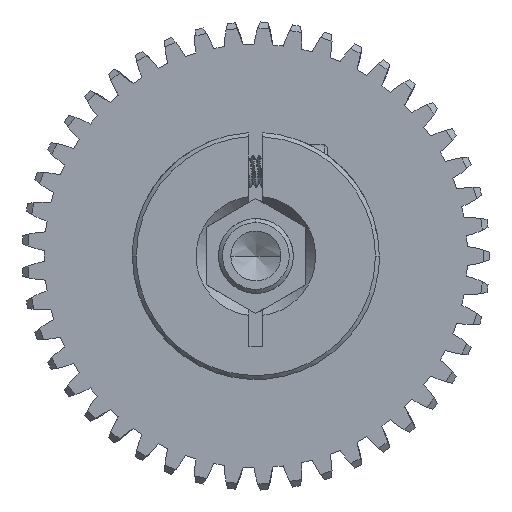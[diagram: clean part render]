
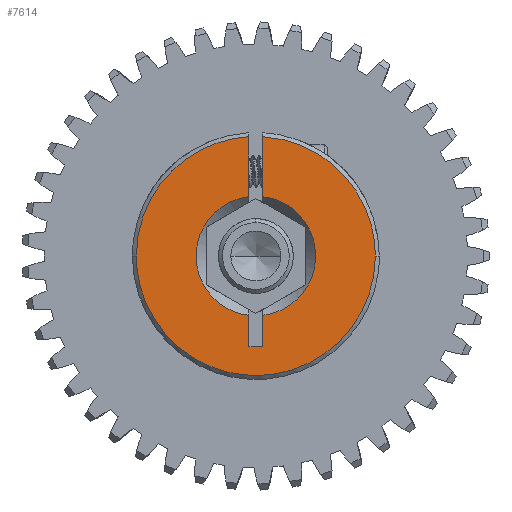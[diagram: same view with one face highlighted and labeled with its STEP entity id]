
A CAD part, left-side view. The second image highlights one B-rep face of the part: STEP entity #7614.
In plain terms, the highlighted free-form (B-spline) face has degree [1, 1] with [2, 2] control points.
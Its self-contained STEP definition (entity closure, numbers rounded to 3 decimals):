
#7111 = EDGE_CURVE('',#7112,#7114,#7116,.T.);
#7112 = VERTEX_POINT('',#7113);
#7113 = CARTESIAN_POINT('',(158.493,-1.022,
    17.483));
#7114 = VERTEX_POINT('',#7115);
#7115 = CARTESIAN_POINT('',(158.493,-17.513,
    0.));
#7116 = ( BOUNDED_CURVE() B_SPLINE_CURVE(2,(#7117,#7118,#7119),
.UNSPECIFIED.,.F.,.F.) B_SPLINE_CURVE_WITH_KNOTS((3,3),(1.629,
3.142),.PIECEWISE_BEZIER_KNOTS.) CURVE() 
GEOMETRIC_REPRESENTATION_ITEM() RATIONAL_B_SPLINE_CURVE((1.,
0.727,1.)) REPRESENTATION_ITEM('') );
#7117 = CARTESIAN_POINT('',(158.493,-1.022,
    17.483));
#7118 = CARTESIAN_POINT('',(158.493,-17.513,
    16.52));
#7119 = CARTESIAN_POINT('',(158.493,-17.513,
    0.));
#7154 = EDGE_CURVE('',#7114,#7155,#7157,.T.);
#7155 = VERTEX_POINT('',#7156);
#7156 = CARTESIAN_POINT('',(158.493,17.513,
    0.));
#7157 = ( BOUNDED_CURVE() B_SPLINE_CURVE(2,(#7158,#7159,#7160,#7161,
#7162),.UNSPECIFIED.,.F.,.F.) B_SPLINE_CURVE_WITH_KNOTS((3,2,3),(
    3.142,4.712,6.283),
.PIECEWISE_BEZIER_KNOTS.) CURVE() GEOMETRIC_REPRESENTATION_ITEM() 
RATIONAL_B_SPLINE_CURVE((1.,0.707,1.,0.707,1.)) 
REPRESENTATION_ITEM('') );
#7158 = CARTESIAN_POINT('',(158.493,-17.513,
    0.));
#7159 = CARTESIAN_POINT('',(158.493,-17.513,
    -17.513));
#7160 = CARTESIAN_POINT('',(158.493,0.,
    -17.513));
#7161 = CARTESIAN_POINT('',(158.493,17.513,
    -17.513));
#7162 = CARTESIAN_POINT('',(158.493,17.513,
    0.));
#7614 = ADVANCED_FACE('',(#7615),#7680,.F.);
#7615 = FACE_BOUND('',#7616,.T.);
#7616 = EDGE_LOOP('',(#7617,#7629,#7636,#7643,#7650,#7660,#7667,#7673,
    #7674,#7675));
#7617 = ORIENTED_EDGE('',*,*,#7618,.F.);
#7618 = EDGE_CURVE('',#7619,#7621,#7623,.T.);
#7619 = VERTEX_POINT('',#7620);
#7620 = CARTESIAN_POINT('',(158.493,-1.022,
    -8.697));
#7621 = VERTEX_POINT('',#7622);
#7622 = CARTESIAN_POINT('',(158.493,-1.022,
    8.697));
#7623 = ( BOUNDED_CURVE() B_SPLINE_CURVE(2,(#7624,#7625,#7626,#7627,
#7628),.UNSPECIFIED.,.F.,.F.) B_SPLINE_CURVE_WITH_KNOTS((3,2,3),(
    3.259,4.712,6.166),
.PIECEWISE_BEZIER_KNOTS.) CURVE() GEOMETRIC_REPRESENTATION_ITEM() 
RATIONAL_B_SPLINE_CURVE((1.,0.747,1.,0.747,1.)) 
REPRESENTATION_ITEM('') );
#7624 = CARTESIAN_POINT('',(158.493,-1.022,
    -8.697));
#7625 = CARTESIAN_POINT('',(158.493,-8.757,
    -7.788));
#7626 = CARTESIAN_POINT('',(158.493,-8.757,
    0.));
#7627 = CARTESIAN_POINT('',(158.493,-8.757,
    7.788));
#7628 = CARTESIAN_POINT('',(158.493,-1.022,
    8.697));
#7629 = ORIENTED_EDGE('',*,*,#7630,.F.);
#7630 = EDGE_CURVE('',#7631,#7619,#7633,.T.);
#7631 = VERTEX_POINT('',#7632);
#7632 = CARTESIAN_POINT('',(158.493,-1.022,
    -13.281));
#7633 = B_SPLINE_CURVE_WITH_KNOTS('',1,(#7634,#7635),.UNSPECIFIED.,.F.,
  .F.,(2,2),(-11.557,-7.568),.PIECEWISE_BEZIER_KNOTS.);
#7634 = CARTESIAN_POINT('',(158.493,-1.022,
    -13.281));
#7635 = CARTESIAN_POINT('',(158.493,-1.022,
    -8.697));
#7636 = ORIENTED_EDGE('',*,*,#7637,.F.);
#7637 = EDGE_CURVE('',#7638,#7631,#7640,.T.);
#7638 = VERTEX_POINT('',#7639);
#7639 = CARTESIAN_POINT('',(158.493,1.022,
    -13.281));
#7640 = B_SPLINE_CURVE_WITH_KNOTS('',1,(#7641,#7642),.UNSPECIFIED.,.F.,
  .F.,(2,2),(-0.889,0.889),.PIECEWISE_BEZIER_KNOTS.);
#7641 = CARTESIAN_POINT('',(158.493,1.022,
    -13.281));
#7642 = CARTESIAN_POINT('',(158.493,-1.022,
    -13.281));
#7643 = ORIENTED_EDGE('',*,*,#7644,.F.);
#7644 = EDGE_CURVE('',#7645,#7638,#7647,.T.);
#7645 = VERTEX_POINT('',#7646);
#7646 = CARTESIAN_POINT('',(158.493,1.022,
    -8.697));
#7647 = B_SPLINE_CURVE_WITH_KNOTS('',1,(#7648,#7649),.UNSPECIFIED.,.F.,
  .F.,(2,2),(7.568,11.557),.PIECEWISE_BEZIER_KNOTS.);
#7648 = CARTESIAN_POINT('',(158.493,1.022,
    -8.697));
#7649 = CARTESIAN_POINT('',(158.493,1.022,
    -13.281));
#7650 = ORIENTED_EDGE('',*,*,#7651,.F.);
#7651 = EDGE_CURVE('',#7652,#7645,#7654,.T.);
#7652 = VERTEX_POINT('',#7653);
#7653 = CARTESIAN_POINT('',(158.493,1.022,
    8.697));
#7654 = ( BOUNDED_CURVE() B_SPLINE_CURVE(2,(#7655,#7656,#7657,#7658,
#7659),.UNSPECIFIED.,.F.,.F.) B_SPLINE_CURVE_WITH_KNOTS((3,2,3),(
    0.117,1.571,3.025),
.PIECEWISE_BEZIER_KNOTS.) CURVE() GEOMETRIC_REPRESENTATION_ITEM() 
RATIONAL_B_SPLINE_CURVE((1.,0.747,1.,0.747,1.)) 
REPRESENTATION_ITEM('') );
#7655 = CARTESIAN_POINT('',(158.493,1.022,
    8.697));
#7656 = CARTESIAN_POINT('',(158.493,8.757,7.788
    ));
#7657 = CARTESIAN_POINT('',(158.493,8.757,
    0.));
#7658 = CARTESIAN_POINT('',(158.493,8.757,
    -7.788));
#7659 = CARTESIAN_POINT('',(158.493,1.022,
    -8.697));
#7660 = ORIENTED_EDGE('',*,*,#7661,.F.);
#7661 = EDGE_CURVE('',#7662,#7652,#7664,.T.);
#7662 = VERTEX_POINT('',#7663);
#7663 = CARTESIAN_POINT('',(158.493,1.022,
    17.483));
#7664 = B_SPLINE_CURVE_WITH_KNOTS('',1,(#7665,#7666),.UNSPECIFIED.,.F.,
  .F.,(2,2),(-15.214,-7.568),.PIECEWISE_BEZIER_KNOTS.);
#7665 = CARTESIAN_POINT('',(158.493,1.022,
    17.483));
#7666 = CARTESIAN_POINT('',(158.493,1.022,
    8.697));
#7667 = ORIENTED_EDGE('',*,*,#7668,.F.);
#7668 = EDGE_CURVE('',#7155,#7662,#7669,.T.);
#7669 = ( BOUNDED_CURVE() B_SPLINE_CURVE(2,(#7670,#7671,#7672),
.UNSPECIFIED.,.F.,.F.) B_SPLINE_CURVE_WITH_KNOTS((3,3),(0.,
1.512),.PIECEWISE_BEZIER_KNOTS.) CURVE() 
GEOMETRIC_REPRESENTATION_ITEM() RATIONAL_B_SPLINE_CURVE((1.,
0.727,1.)) REPRESENTATION_ITEM('') );
#7670 = CARTESIAN_POINT('',(158.493,17.513,
    0.));
#7671 = CARTESIAN_POINT('',(158.493,17.513,
    16.52));
#7672 = CARTESIAN_POINT('',(158.493,1.022,
    17.483));
#7673 = ORIENTED_EDGE('',*,*,#7154,.F.);
#7674 = ORIENTED_EDGE('',*,*,#7111,.F.);
#7675 = ORIENTED_EDGE('',*,*,#7676,.F.);
#7676 = EDGE_CURVE('',#7621,#7112,#7677,.T.);
#7677 = B_SPLINE_CURVE_WITH_KNOTS('',1,(#7678,#7679),.UNSPECIFIED.,.F.,
  .F.,(2,2),(7.568,15.214),.PIECEWISE_BEZIER_KNOTS.);
#7678 = CARTESIAN_POINT('',(158.493,-1.022,
    8.697));
#7679 = CARTESIAN_POINT('',(158.493,-1.022,
    17.483));
#7680 = B_SPLINE_SURFACE_WITH_KNOTS('',1,1,(
    (#7681,#7682)
    ,(#7683,#7684
  )),.UNSPECIFIED.,.F.,.F.,.F.,(2,2),(2,2),(-15.24,15.24),(-15.24,
    15.214),.PIECEWISE_BEZIER_KNOTS.);
#7681 = CARTESIAN_POINT('',(158.493,-17.513,
    -17.513));
#7682 = CARTESIAN_POINT('',(158.493,-17.513,
    17.483));
#7683 = CARTESIAN_POINT('',(158.493,17.513,
    -17.513));
#7684 = CARTESIAN_POINT('',(158.493,17.513,
    17.483));
